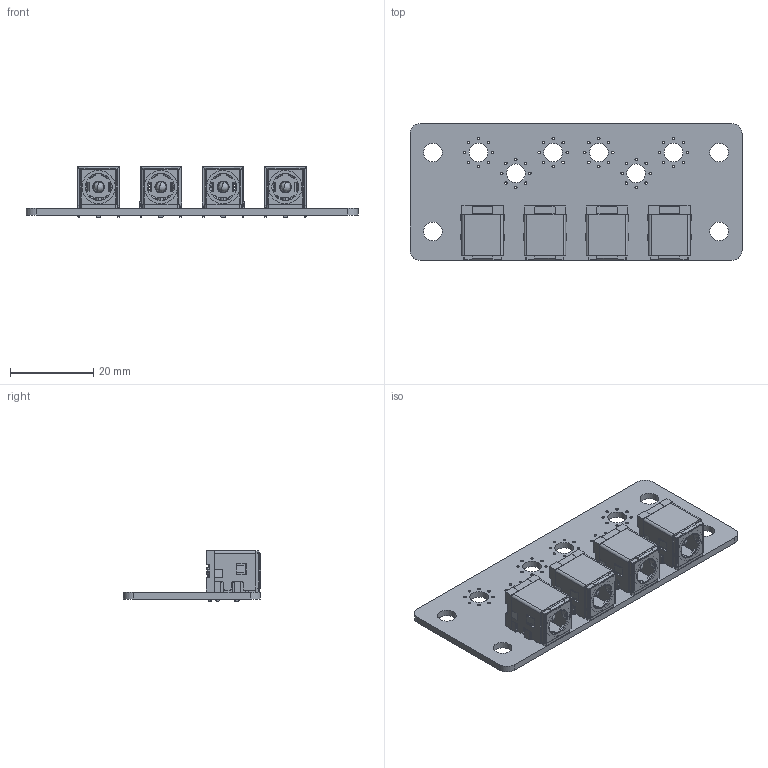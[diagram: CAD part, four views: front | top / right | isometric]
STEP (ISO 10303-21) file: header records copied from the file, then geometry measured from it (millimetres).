
FILE_DESCRIPTION(('KiCad electronic assembly'),'2;1');
FILE_NAME('S_360_Power_Supply_Adapter_PCB.step','2022-11-25T14:43:33',( 'Pcbnew'),('Kicad'),'Open CASCADE STEP processor 7.6', 'KiCad to STEP converter','Unknown');
FILE_SCHEMA(('AUTOMOTIVE_DESIGN { 1 0 10303 214 1 1 1 1 }'));
Length unit declared in the file: millimetre
Products named in the file (4): S_360_Power_Supply_Adapter_PCB 1; PJ-082BH; COMPOUND; S_360_Power_Supply_Adapter PCB
Assembly tree (6 placements, depth 3):
  S_360_Power_Supply_Adapter_PCB 1
    PJ-082BH  x4
      COMPOUND
    S_360_Power_Supply_Adapter PCB
Bounding box: 80 x 33.03 x 12.2 mm (x, y, z)
Volume: 6388.2 mm3; surface area: 14790.8 mm2
Topology: 49 solids, 49 shells, 2664 faces, 7366 edges, 4800 vertices
Faces by surface type: bspline 2508, cylinder 110, plane 46
Full cylindrical faces by diameter (mm): 0.6 x48, 1.5 x4, 1.7 x4, 4.5 x10
Entity records: 51594 total; most frequent: CARTESIAN_POINT 19992, ORIENTED_EDGE 4372, PCURVE 4372, DEFINITIONAL_REPRESENTATION 4372, B_SPLINE_CURVE_WITH_KNOTS 4368, EDGE_CURVE 2186, SURFACE_CURVE 2120, DIRECTION 1932
